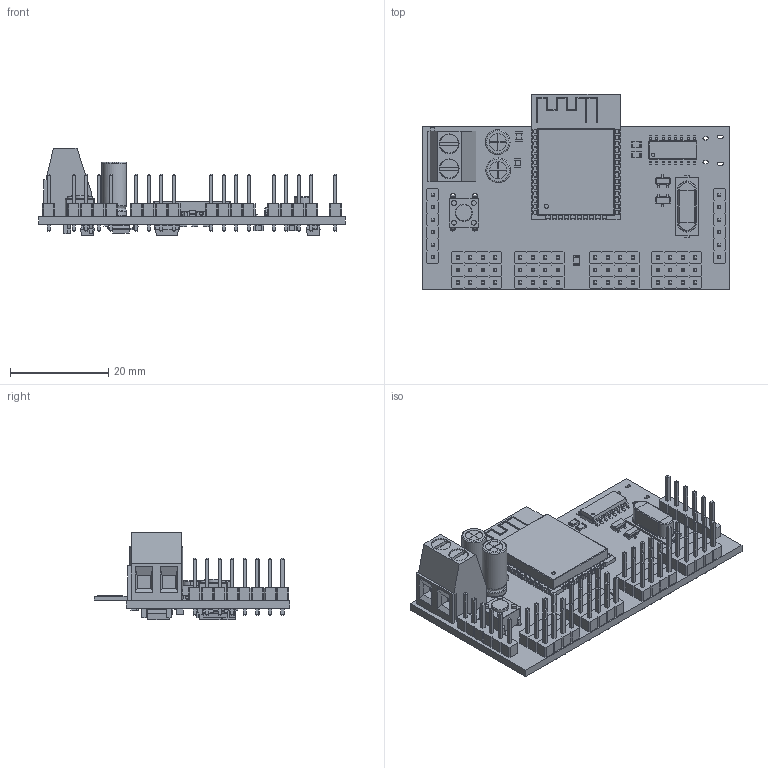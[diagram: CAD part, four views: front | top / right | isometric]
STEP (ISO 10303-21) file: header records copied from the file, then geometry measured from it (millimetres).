
FILE_DESCRIPTION(('KiCad electronic assembly'),'2;1');
FILE_NAME('main.step','2025-03-03T13:53:04',('Pcbnew'),('Kicad'), 'Open CASCADE STEP processor 7.8','KiCad to STEP converter','Unknown' );
FILE_SCHEMA(('AUTOMOTIVE_DESIGN { 1 0 10303 214 1 1 1 1 }'));
Length unit declared in the file: millimetre
Products named in the file (30): main 1; PinHeader_1x04_P2.54mm_Vertical; PinHeader_1x04_P254mm_Vertical; SOT-23; SOT_23; PinHeader_1x06_P2.54mm_Vertical; PinHeader_1x06_P254mm_Vertical; SW_PUSH_6mm; ESP32-WROOM-32; R_0805_2012Metric; C_Radial_D5.0mm_H11.0mm_P2.00mm; C_Radial_D50mm_H110mm_P200mm; TerminalBlock_Phoenix_MKDS-1,5-2-5.08_1x02_P5.08mm_Horizontal; TerminalBlock_Phoenix_MKDS_15_2_508_1x02_P508mm_Horizontal; Crystal_SMD_HC49-SD; C_0805_2012Metric; LED_0805_2012Metric; SOIC-16_3.9x9.9mm_P1.27mm; SOIC_16_39x99mm_P127mm; D_SMA; SOT-223; SOT_223; main_PCB
Assembly tree (56 placements, depth 3):
  main 1
    PinHeader_1x04_P2.54mm_Vertical  x12
      PinHeader_1x04_P254mm_Vertical
    SOT-23  x2
      SOT_23
    PinHeader_1x06_P2.54mm_Vertical  x2
      PinHeader_1x06_P254mm_Vertical
    SW_PUSH_6mm
      SW_PUSH_6mm
    ESP32-WROOM-32
      ESP32-WROOM-32
    R_0805_2012Metric  x5
      R_0805_2012Metric
    C_Radial_D5.0mm_H11.0mm_P2.00mm  x2
      C_Radial_D50mm_H110mm_P200mm
    TerminalBlock_Phoenix_MKDS-1,5-2-5.08_1x02_P5.08mm_Horizontal
      TerminalBlock_Phoenix_MKDS_15_2_508_1x02_P508mm_Horizontal
    Crystal_SMD_HC49-SD
      Crystal_SMD_HC49-SD
    C_0805_2012Metric  x8
      C_0805_2012Metric
    LED_0805_2012Metric
      LED_0805_2012Metric
    SOIC-16_3.9x9.9mm_P1.27mm
      SOIC_16_39x99mm_P127mm
    D_SMA  x3
      D_SMA
    SOT-223
      SOT_223
    main_PCB
Bounding box: 62.23 x 39.72 x 17.72 mm (x, y, z)
Volume: 7316.9 mm3; surface area: 11852.8 mm2
Topology: 42 solids, 45 shells, 3687 faces, 9228 edges, 5789 vertices
Faces by surface type: plane 3020, cylinder 502, bspline 152, torus 5, sphere 4, revolution 4
Full cylindrical faces by diameter (mm): 0.4 x4, 0.6 x13, 0.8 x6, 1 x64, 1.1 x4, 1.3 x2, 3.5 x7, 3.8 x2, 4 x2, 5 x4
Entity records: 72182 total; most frequent: CARTESIAN_POINT 10730, ORIENTED_EDGE 10032, DIRECTION 9701, EDGE_CURVE 5016, LINE 3907, VECTOR 3907, VERTEX_POINT 3143, AXIS2_PLACEMENT_3D 2896
